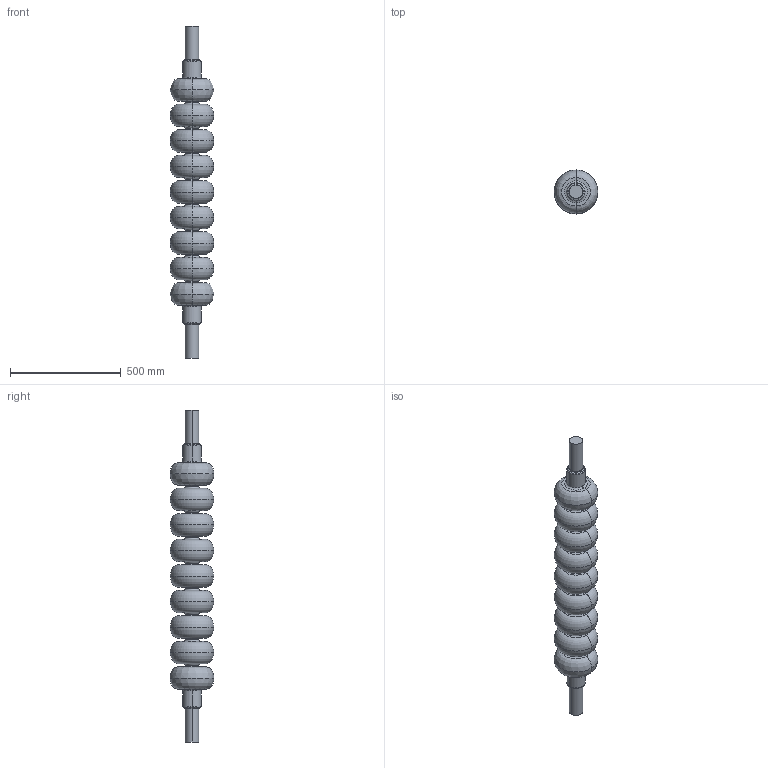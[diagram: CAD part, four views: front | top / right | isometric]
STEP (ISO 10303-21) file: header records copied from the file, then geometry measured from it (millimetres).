
FILE_DESCRIPTION(('STEP AP203'),'1');
FILE_NAME('ilc_13body.stp','2011-07-27T20:56:49',(' '),(' '),'Spatial InterOp 3D',' ',' ');
FILE_SCHEMA(('CONFIG_CONTROL_DESIGN'));
Length unit declared in the file: millimetre
Products named in the file (13): 1; 2; 3; 4; 5; 6; 7; 8; 9; 10; 11; 12; 13
Bounding box: 197.78 x 197.78 x 1501.8 mm (x, y, z)
Volume: 25764550.9 mm3; surface area: 1033285.8 mm2
Topology: 13 solids, 13 shells, 154 faces, 300 edges, 172 vertices
Faces by surface type: revolution 72, cone 40, plane 26, cylinder 8, torus 8
Entity records: 5707 total; most frequent: CARTESIAN_POINT 2012, DIRECTION 714, ORIENTED_EDGE 600, EDGE_CURVE 300, AXIS2_PLACEMENT_3D 297, VERTEX_POINT 172, ADVANCED_FACE 154, FACE_OUTER_BOUND 154
